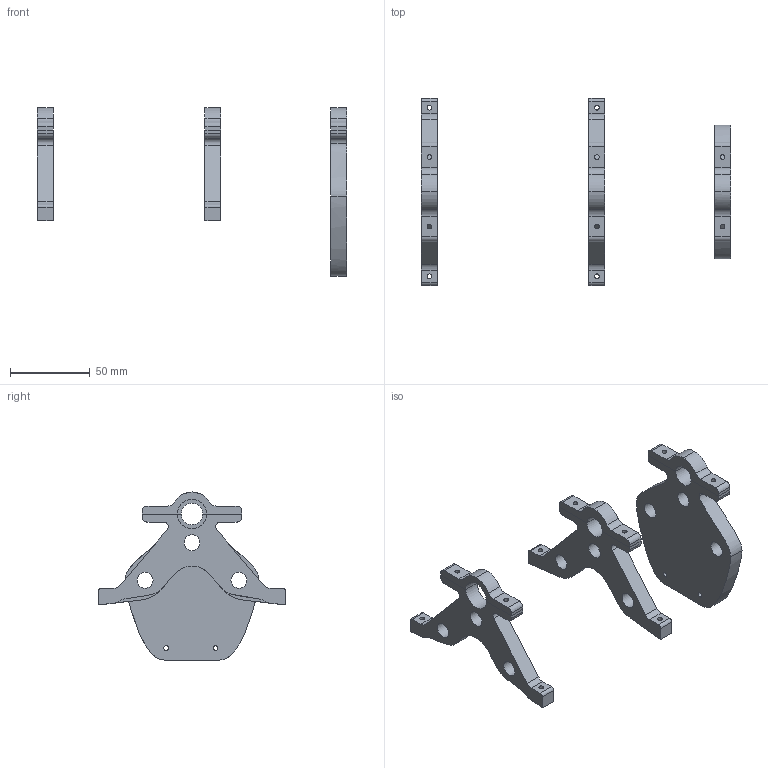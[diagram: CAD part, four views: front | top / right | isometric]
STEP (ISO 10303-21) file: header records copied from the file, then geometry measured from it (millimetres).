
FILE_DESCRIPTION(/* description */ (''),/* implementation_level */ '2;1');
FILE_NAME(/* name */ 'Drone2.step',/* time_stamp */ '2023-11-03T15:28:06+01:00',/* author */ (''),/* organization */ (''),/* preprocessor_version */ 'ST-DEVELOPER v20',/* originating_system */ 'Autodesk Translation Framework v12.14.0.127',/* authorisation */ '');
FILE_SCHEMA (('AUTOMOTIVE_DESIGN { 1 0 10303 214 3 1 1 }'));
Length unit declared in the file: millimetre
Products named in the file (1): (Non enregistré)
Bounding box: 193.86 x 117.35 x 105.46 mm (x, y, z)
Volume: 118146.7 mm3; surface area: 43312.2 mm2
Topology: 6 solids, 6 shells, 146 faces, 402 edges, 268 vertices
Faces by surface type: cylinder 69, plane 65, bspline 12
Full cylindrical faces by diameter (mm): 3 x18, 10.03 x9
Entity records: 5190 total; most frequent: CARTESIAN_POINT 1293, ORIENTED_EDGE 804, DIRECTION 786, EDGE_CURVE 402, AXIS2_PLACEMENT_3D 273, VERTEX_POINT 268, LINE 240, VECTOR 240
